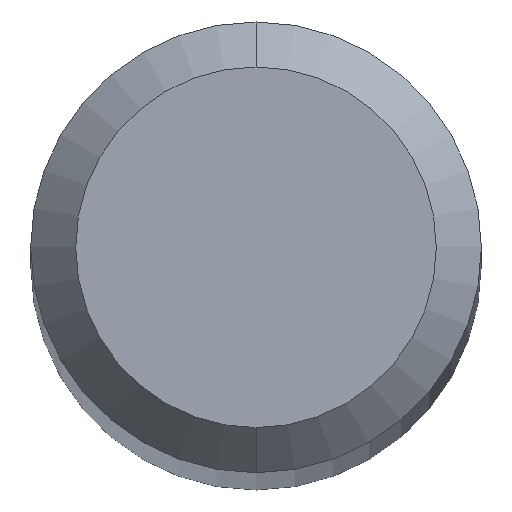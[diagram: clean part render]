
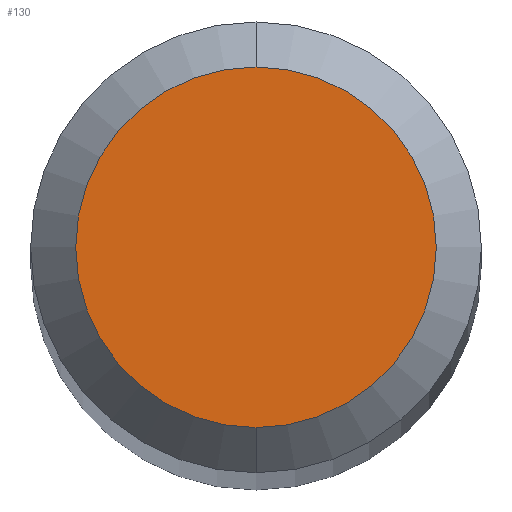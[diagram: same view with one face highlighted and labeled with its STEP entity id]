
A CAD part, top view. The second image highlights one B-rep face of the part: STEP entity #130.
In plain terms, the highlighted planar face has unit normal (0, 0, 1).
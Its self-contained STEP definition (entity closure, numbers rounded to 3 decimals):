
#8 = DIRECTION ( 'NONE',  ( 0., 1., 0. ) ) ;
#16 = VERTEX_POINT ( 'NONE', #64 ) ;
#21 = VERTEX_POINT ( 'NONE', #93 ) ;
#23 = CIRCLE ( 'NONE', #105, 1.27 ) ;
#26 = DIRECTION ( 'NONE',  ( 0., 0., 1. ) ) ;
#44 = DIRECTION ( 'NONE',  ( 0., 1., 0. ) ) ;
#49 = AXIS2_PLACEMENT_3D ( 'NONE', #159, #125, #8 ) ;
#60 = CARTESIAN_POINT ( 'NONE',  ( 0., 1.588, 0. ) ) ;
#64 = CARTESIAN_POINT ( 'NONE',  ( 0., -1.27, 0. ) ) ;
#93 = CARTESIAN_POINT ( 'NONE',  ( 0., 1.27, 0. ) ) ;
#96 = EDGE_CURVE ( 'NONE', #16, #21, #193, .T. ) ;
#105 = AXIS2_PLACEMENT_3D ( 'NONE', #127, #26, #44 ) ;
#113 = FACE_OUTER_BOUND ( 'NONE', #174, .T. ) ;
#125 = DIRECTION ( 'NONE',  ( 0., 0., 1. ) ) ;
#127 = CARTESIAN_POINT ( 'NONE',  ( 0., 0., 0. ) ) ;
#130 = ADVANCED_FACE ( 'NONE', ( #113 ), #210, .F. ) ;
#139 = ORIENTED_EDGE ( 'NONE', *, *, #96, .T. ) ;
#147 = ORIENTED_EDGE ( 'NONE', *, *, #165, .T. ) ;
#159 = CARTESIAN_POINT ( 'NONE',  ( 0., 0., 0. ) ) ;
#165 = EDGE_CURVE ( 'NONE', #21, #16, #23, .T. ) ;
#174 = EDGE_LOOP ( 'NONE', ( #147, #139 ) ) ;
#180 = AXIS2_PLACEMENT_3D ( 'NONE', #60, #214, #213 ) ;
#193 = CIRCLE ( 'NONE', #49, 1.27 ) ;
#210 = PLANE ( 'NONE',  #180 ) ;
#213 = DIRECTION ( 'NONE',  ( 0., 1., 0. ) ) ;
#214 = DIRECTION ( 'NONE',  ( 0., 0., -1. ) ) ;
